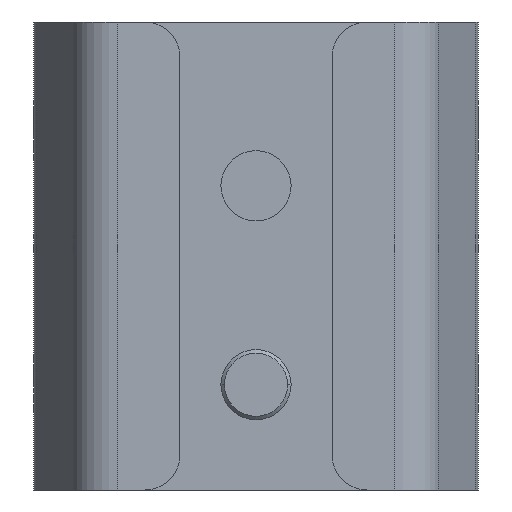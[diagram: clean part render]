
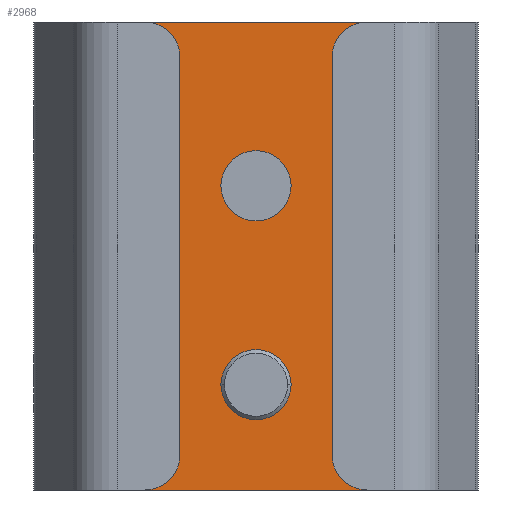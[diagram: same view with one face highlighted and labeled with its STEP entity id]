
A CAD part, front view. The second image highlights one B-rep face of the part: STEP entity #2968.
In plain terms, the highlighted planar face has unit normal (0, -1, 0).
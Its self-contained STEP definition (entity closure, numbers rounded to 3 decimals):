
#14 = ORIENTED_EDGE ( 'NONE', *, *, #7454, .T. ) ;
#65 = PLANE ( 'NONE',  #7480 ) ;
#73 = FACE_BOUND ( 'NONE', #7348, .T. ) ;
#136 = LINE ( 'NONE', #1073, #5380 ) ;
#358 = EDGE_CURVE ( 'NONE', #518, #748, #771, .T. ) ;
#365 = VERTEX_POINT ( 'NONE', #7968 ) ;
#518 = VERTEX_POINT ( 'NONE', #5368 ) ;
#682 = CARTESIAN_POINT ( 'NONE',  ( 15., -3., 40. ) ) ;
#700 = DIRECTION ( 'NONE',  ( 1., 0., 0. ) ) ;
#724 = CARTESIAN_POINT ( 'NONE',  ( 15., -3., 0. ) ) ;
#748 = VERTEX_POINT ( 'NONE', #819 ) ;
#757 = CARTESIAN_POINT ( 'NONE',  ( 0., -3., 6. ) ) ;
#771 = CIRCLE ( 'NONE', #3164, 3. ) ;
#819 = CARTESIAN_POINT ( 'NONE',  ( 0., -3., 29. ) ) ;
#990 = EDGE_CURVE ( 'NONE', #748, #518, #2342, .T. ) ;
#1004 = DIRECTION ( 'NONE',  ( 0., 1., 0. ) ) ;
#1073 = CARTESIAN_POINT ( 'NONE',  ( -15., -3., 40. ) ) ;
#1102 = AXIS2_PLACEMENT_3D ( 'NONE', #3388, #8165, #4072 ) ;
#1259 = ORIENTED_EDGE ( 'NONE', *, *, #2175, .T. ) ;
#1298 = EDGE_LOOP ( 'NONE', ( #7353, #1485, #5419, #14 ) ) ;
#1349 = DIRECTION ( 'NONE',  ( 0., 0., 1. ) ) ;
#1485 = ORIENTED_EDGE ( 'NONE', *, *, #4593, .F. ) ;
#1687 = FACE_BOUND ( 'NONE', #3538, .T. ) ;
#1841 = DIRECTION ( 'NONE',  ( 0., 1., 0. ) ) ;
#1887 = VECTOR ( 'NONE', #700, 1000. ) ;
#2029 = CARTESIAN_POINT ( 'NONE',  ( 0., -3., 9. ) ) ;
#2115 = DIRECTION ( 'NONE',  ( 0., 1., 0. ) ) ;
#2175 = EDGE_CURVE ( 'NONE', #365, #6358, #4915, .T. ) ;
#2342 = CIRCLE ( 'NONE', #8507, 3. ) ;
#2836 = DIRECTION ( 'NONE',  ( 0., 0., -1. ) ) ;
#2918 = EDGE_CURVE ( 'NONE', #3607, #5478, #7337, .T. ) ;
#2929 = VECTOR ( 'NONE', #7490, 1000. ) ;
#2968 = ADVANCED_FACE ( 'NONE', ( #73, #1687, #3708 ), #65, .F. ) ;
#3007 = ORIENTED_EDGE ( 'NONE', *, *, #6236, .T. ) ;
#3072 = VERTEX_POINT ( 'NONE', #6321 ) ;
#3164 = AXIS2_PLACEMENT_3D ( 'NONE', #5927, #1841, #6617 ) ;
#3231 = AXIS2_PLACEMENT_3D ( 'NONE', #2029, #6117, #1349 ) ;
#3388 = CARTESIAN_POINT ( 'NONE',  ( 0., -3., 9. ) ) ;
#3473 = VECTOR ( 'NONE', #2836, 1000. ) ;
#3499 = VERTEX_POINT ( 'NONE', #3905 ) ;
#3538 = EDGE_LOOP ( 'NONE', ( #1259, #3007 ) ) ;
#3607 = VERTEX_POINT ( 'NONE', #4135 ) ;
#3708 = FACE_OUTER_BOUND ( 'NONE', #1298, .T. ) ;
#3905 = CARTESIAN_POINT ( 'NONE',  ( 15., -3., 40. ) ) ;
#4072 = DIRECTION ( 'NONE',  ( 0., 0., 1. ) ) ;
#4135 = CARTESIAN_POINT ( 'NONE',  ( -15., -3., 0. ) ) ;
#4422 = EDGE_CURVE ( 'NONE', #3072, #3499, #4546, .T. ) ;
#4546 = LINE ( 'NONE', #682, #2929 ) ;
#4593 = EDGE_CURVE ( 'NONE', #3499, #5478, #8734, .T. ) ;
#4915 = CIRCLE ( 'NONE', #3231, 3. ) ;
#5088 = CARTESIAN_POINT ( 'NONE',  ( 0., -3., 26. ) ) ;
#5284 = CIRCLE ( 'NONE', #1102, 3. ) ;
#5368 = CARTESIAN_POINT ( 'NONE',  ( 0., -3., 23. ) ) ;
#5380 = VECTOR ( 'NONE', #7165, 1000. ) ;
#5419 = ORIENTED_EDGE ( 'NONE', *, *, #4422, .F. ) ;
#5478 = VERTEX_POINT ( 'NONE', #6678 ) ;
#5775 = DIRECTION ( 'NONE',  ( 0., 0., 1. ) ) ;
#5927 = CARTESIAN_POINT ( 'NONE',  ( 0., -3., 26. ) ) ;
#6117 = DIRECTION ( 'NONE',  ( 0., 1., 0. ) ) ;
#6236 = EDGE_CURVE ( 'NONE', #6358, #365, #5284, .T. ) ;
#6321 = CARTESIAN_POINT ( 'NONE',  ( -15., -3., 40. ) ) ;
#6358 = VERTEX_POINT ( 'NONE', #757 ) ;
#6617 = DIRECTION ( 'NONE',  ( 0., 0., 1. ) ) ;
#6678 = CARTESIAN_POINT ( 'NONE',  ( 15., -3., 0. ) ) ;
#6882 = CARTESIAN_POINT ( 'NONE',  ( 15., -3., 40. ) ) ;
#6913 = DIRECTION ( 'NONE',  ( 0., 0., 1. ) ) ;
#6943 = CARTESIAN_POINT ( 'NONE',  ( 15., -3., 40. ) ) ;
#7165 = DIRECTION ( 'NONE',  ( 0., 0., -1. ) ) ;
#7337 = LINE ( 'NONE', #724, #1887 ) ;
#7348 = EDGE_LOOP ( 'NONE', ( #8883, #8592 ) ) ;
#7353 = ORIENTED_EDGE ( 'NONE', *, *, #2918, .T. ) ;
#7454 = EDGE_CURVE ( 'NONE', #3072, #3607, #136, .T. ) ;
#7480 = AXIS2_PLACEMENT_3D ( 'NONE', #6882, #2115, #6913 ) ;
#7490 = DIRECTION ( 'NONE',  ( 1., 0., 0. ) ) ;
#7968 = CARTESIAN_POINT ( 'NONE',  ( 0., -3., 12. ) ) ;
#8165 = DIRECTION ( 'NONE',  ( 0., 1., 0. ) ) ;
#8507 = AXIS2_PLACEMENT_3D ( 'NONE', #5088, #1004, #5775 ) ;
#8592 = ORIENTED_EDGE ( 'NONE', *, *, #358, .T. ) ;
#8734 = LINE ( 'NONE', #6943, #3473 ) ;
#8883 = ORIENTED_EDGE ( 'NONE', *, *, #990, .T. ) ;
